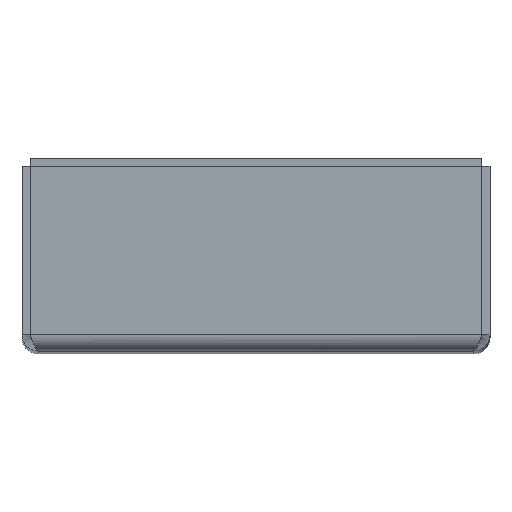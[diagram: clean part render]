
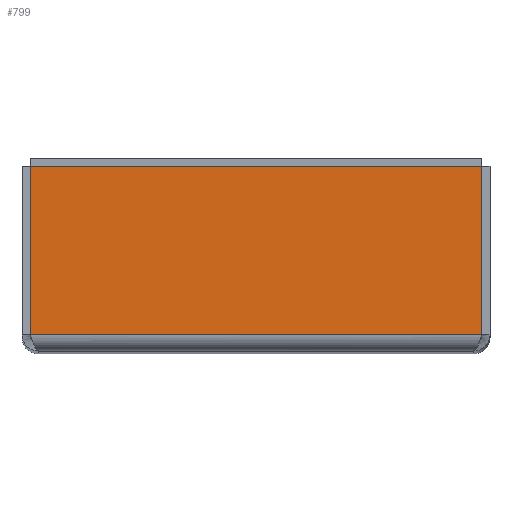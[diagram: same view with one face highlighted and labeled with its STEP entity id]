
A CAD part, top view. The second image highlights one B-rep face of the part: STEP entity #799.
In plain terms, the highlighted planar face has unit normal (0, 0, 1).
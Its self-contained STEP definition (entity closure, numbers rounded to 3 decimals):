
#68=FACE_OUTER_BOUND($,#112,.T.);
#112=EDGE_LOOP($,(#540,#541,#542,#543));
#170=LINE($,#1094,#258);
#172=LINE($,#1114,#260);
#179=LINE($,#1180,#267);
#182=LINE($,#1185,#270);
#258=VECTOR($,#908,109.859);
#260=VECTOR($,#912,41.);
#267=VECTOR($,#921,41.);
#270=VECTOR($,#926,109.859);
#346=VERTEX_POINT($,#1092);
#347=VERTEX_POINT($,#1093);
#350=VERTEX_POINT($,#1113);
#354=VERTEX_POINT($,#1179);
#406=EDGE_CURVE($,#346,#347,#170,.T.);
#410=EDGE_CURVE($,#350,#347,#172,.T.);
#419=EDGE_CURVE($,#346,#354,#179,.T.);
#422=EDGE_CURVE($,#354,#350,#182,.T.);
#540=ORIENTED_EDGE($,*,*,#406,.T.);
#541=ORIENTED_EDGE($,*,*,#410,.F.);
#542=ORIENTED_EDGE($,*,*,#422,.F.);
#543=ORIENTED_EDGE($,*,*,#419,.F.);
#721=PLANE($,#846);
#799=ADVANCED_FACE($,(#68),#721,.T.);
#846=AXIS2_PLACEMENT_3D($,#1187,#928,#929);
#908=DIRECTION($,(1.,0.,0.));
#912=DIRECTION($,(0.,-1.,0.));
#921=DIRECTION($,(0.,1.,0.));
#926=DIRECTION($,(1.,0.,0.));
#928=DIRECTION('center_axis',(0.,0.,
1.));
#929=DIRECTION('ref_axis',(0.,-1.,0.));
#1092=CARTESIAN_POINT('',(-54.929,-38.,199.5));
#1093=CARTESIAN_POINT('',(54.929,-38.,199.5));
#1094=CARTESIAN_POINT($,(0.,-38.,199.5));
#1113=CARTESIAN_POINT('',(54.929,3.,199.5));
#1114=CARTESIAN_POINT($,(54.929,-38.,199.5));
#1179=CARTESIAN_POINT('',(-54.929,3.,199.5));
#1180=CARTESIAN_POINT($,(-54.929,-38.,199.5));
#1185=CARTESIAN_POINT($,(-54.929,3.,199.5));
#1187=CARTESIAN_POINT('Origin',(0.,-19.271,
199.5));
